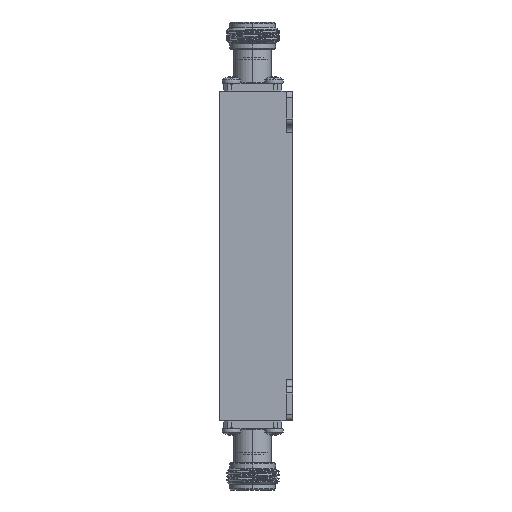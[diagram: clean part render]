
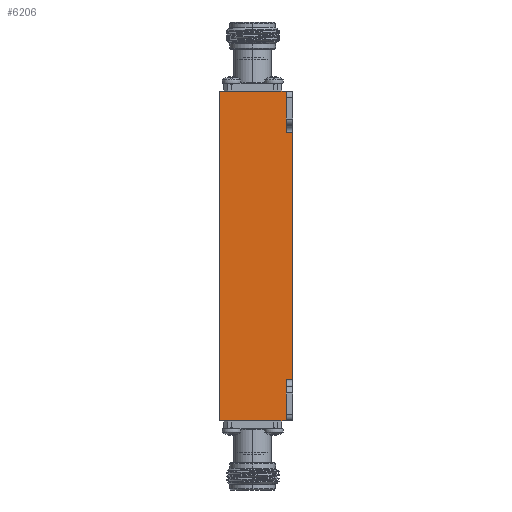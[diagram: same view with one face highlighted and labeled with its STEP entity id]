
A CAD part, left-side view. The second image highlights one B-rep face of the part: STEP entity #6206.
In plain terms, the highlighted planar face has unit normal (-1, 0, 0).
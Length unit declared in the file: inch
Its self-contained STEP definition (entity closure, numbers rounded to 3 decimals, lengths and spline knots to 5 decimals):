
#327 = VECTOR ( 'NONE', #53924, 39.37008 ) ;
#631 = EDGE_CURVE ( 'NONE', #8006, #10113, #33245, .T. ) ;
#1361 = VERTEX_POINT ( 'NONE', #30195 ) ;
#1731 = VERTEX_POINT ( 'NONE', #13502 ) ;
#3090 = CARTESIAN_POINT ( 'NONE',  ( -4.40945, 0.43307, -1.94882 ) ) ;
#3400 = CARTESIAN_POINT ( 'NONE',  ( -4.40945, 0.43307, 1.94882 ) ) ;
#5253 = VECTOR ( 'NONE', #19795, 39.37008 ) ;
#5448 = VERTEX_POINT ( 'NONE', #20908 ) ;
#5900 = ORIENTED_EDGE ( 'NONE', *, *, #631, .T. ) ;
#6206 = ADVANCED_FACE ( 'NONE', ( #36529 ), #49465, .F. ) ;
#8006 = VERTEX_POINT ( 'NONE', #31289 ) ;
#10113 = VERTEX_POINT ( 'NONE', #52884 ) ;
#10473 = CARTESIAN_POINT ( 'NONE',  ( -4.40945, 0.43307, 1.46063 ) ) ;
#11756 = DIRECTION ( 'NONE',  ( 1., 0., 0. ) ) ;
#12813 = ORIENTED_EDGE ( 'NONE', *, *, #53390, .T. ) ;
#13502 = CARTESIAN_POINT ( 'NONE',  ( -4.40945, -0.35433, 1.46063 ) ) ;
#14320 = CARTESIAN_POINT ( 'NONE',  ( -4.40945, -0.35433, 1.53937 ) ) ;
#15587 = CARTESIAN_POINT ( 'NONE',  ( -4.40945, 0.43307, 1.94882 ) ) ;
#16424 = DIRECTION ( 'NONE',  ( 0., 0., 1. ) ) ;
#17111 = CARTESIAN_POINT ( 'NONE',  ( -4.40945, -0.35433, -1.53937 ) ) ;
#17915 = DIRECTION ( 'NONE',  ( 0., 0., -1. ) ) ;
#19795 = DIRECTION ( 'NONE',  ( 0., 0., 1. ) ) ;
#20023 = ORIENTED_EDGE ( 'NONE', *, *, #37157, .T. ) ;
#20413 = DIRECTION ( 'NONE',  ( 0., 1., 0. ) ) ;
#20485 = EDGE_CURVE ( 'NONE', #1731, #66221, #34582, .T. ) ;
#20908 = CARTESIAN_POINT ( 'NONE',  ( -4.40945, -0.43307, -1.46063 ) ) ;
#23163 = ORIENTED_EDGE ( 'NONE', *, *, #55320, .F. ) ;
#23822 = LINE ( 'NONE', #49915, #60651 ) ;
#24644 = CARTESIAN_POINT ( 'NONE',  ( -4.40945, -0.43307, 1.46063 ) ) ;
#25341 = VECTOR ( 'NONE', #66777, 39.37008 ) ;
#28197 = CARTESIAN_POINT ( 'NONE',  ( -4.40945, -0.35433, 1.94882 ) ) ;
#28462 = DIRECTION ( 'NONE',  ( 0., -1., 0. ) ) ;
#30195 = CARTESIAN_POINT ( 'NONE',  ( -4.40945, 0.43307, -1.94882 ) ) ;
#31289 = CARTESIAN_POINT ( 'NONE',  ( -4.40945, -0.35433, -1.94882 ) ) ;
#32209 = VECTOR ( 'NONE', #16424, 39.37008 ) ;
#33245 = LINE ( 'NONE', #17111, #32209 ) ;
#33611 = EDGE_CURVE ( 'NONE', #10113, #5448, #35631, .T. ) ;
#34573 = EDGE_LOOP ( 'NONE', ( #5900, #66145, #20023, #49301, #56746, #23163, #63419, #12813 ) ) ;
#34582 = LINE ( 'NONE', #14320, #5253 ) ;
#35631 = LINE ( 'NONE', #56579, #46268 ) ;
#36529 = FACE_OUTER_BOUND ( 'NONE', #34573, .T. ) ;
#36842 = LINE ( 'NONE', #15587, #25341 ) ;
#37157 = EDGE_CURVE ( 'NONE', #5448, #50391, #23822, .T. ) ;
#38927 = DIRECTION ( 'NONE',  ( 0., 0., 1. ) ) ;
#40536 = VERTEX_POINT ( 'NONE', #3400 ) ;
#40772 = VECTOR ( 'NONE', #28462, 39.37008 ) ;
#43277 = LINE ( 'NONE', #59429, #327 ) ;
#46268 = VECTOR ( 'NONE', #62428, 39.37008 ) ;
#48826 = EDGE_CURVE ( 'NONE', #1361, #40536, #36842, .T. ) ;
#49301 = ORIENTED_EDGE ( 'NONE', *, *, #64575, .T. ) ;
#49465 = PLANE ( 'NONE',  #60410 ) ;
#49915 = CARTESIAN_POINT ( 'NONE',  ( -4.40945, -0.43307, 1.94882 ) ) ;
#50391 = VERTEX_POINT ( 'NONE', #24644 ) ;
#50421 = LINE ( 'NONE', #3090, #40772 ) ;
#52884 = CARTESIAN_POINT ( 'NONE',  ( -4.40945, -0.35433, -1.46063 ) ) ;
#53390 = EDGE_CURVE ( 'NONE', #1361, #8006, #50421, .T. ) ;
#53924 = DIRECTION ( 'NONE',  ( 0., -1., 0. ) ) ;
#55320 = EDGE_CURVE ( 'NONE', #40536, #66221, #43277, .T. ) ;
#56319 = VECTOR ( 'NONE', #20413, 39.37008 ) ;
#56579 = CARTESIAN_POINT ( 'NONE',  ( -4.40945, 0.43307, -1.46063 ) ) ;
#56746 = ORIENTED_EDGE ( 'NONE', *, *, #20485, .T. ) ;
#58776 = CARTESIAN_POINT ( 'NONE',  ( -4.40945, 0.43307, 1.94882 ) ) ;
#59429 = CARTESIAN_POINT ( 'NONE',  ( -4.40945, 0.43307, 1.94882 ) ) ;
#60410 = AXIS2_PLACEMENT_3D ( 'NONE', #58776, #11756, #17915 ) ;
#60651 = VECTOR ( 'NONE', #38927, 39.37008 ) ;
#62428 = DIRECTION ( 'NONE',  ( 0., -1., 0. ) ) ;
#63419 = ORIENTED_EDGE ( 'NONE', *, *, #48826, .F. ) ;
#64575 = EDGE_CURVE ( 'NONE', #50391, #1731, #67471, .T. ) ;
#66145 = ORIENTED_EDGE ( 'NONE', *, *, #33611, .T. ) ;
#66221 = VERTEX_POINT ( 'NONE', #28197 ) ;
#66777 = DIRECTION ( 'NONE',  ( 0., 0., 1. ) ) ;
#67471 = LINE ( 'NONE', #10473, #56319 ) ;
